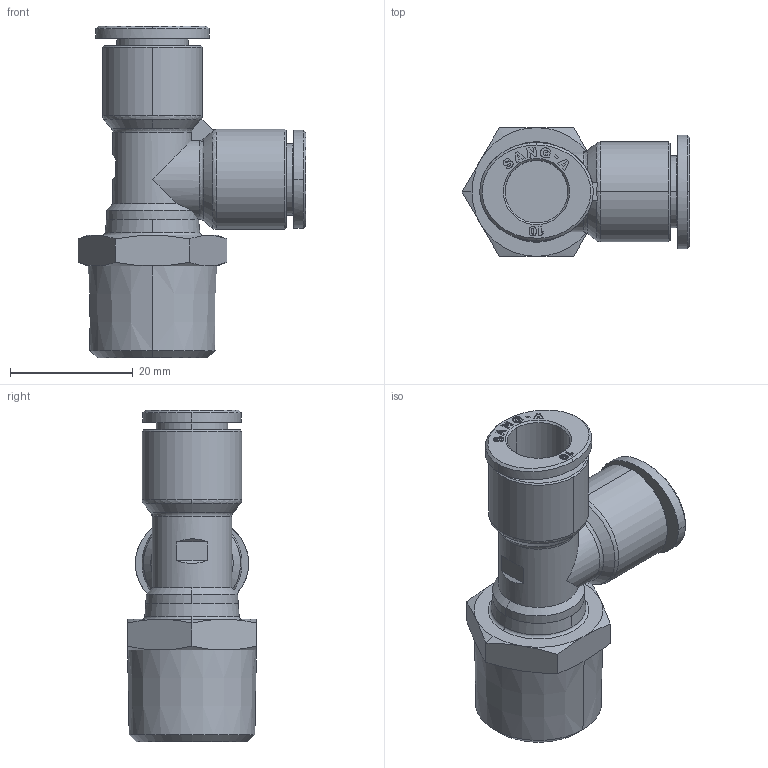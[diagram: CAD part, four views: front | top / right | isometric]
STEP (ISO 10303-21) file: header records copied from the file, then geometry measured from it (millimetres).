
FILE_DESCRIPTION (( 'STEP AP214' ), '1' );
FILE_NAME ('PST10-04.stp', '2015-10-15T10:06:17', ( '' ), ( '' ), 'SwSTEP 2.0', 'SolidWorks 2015', '' );
FILE_SCHEMA (( 'AUTOMOTIVE_DESIGN' ));
Length unit declared in the file: millimetre
Products named in the file (2): ｦ+ﾃｦ1; PST10-04
Assembly tree (1 placements, depth 2):
  PST10-04
    ｦ+ﾃｦ1
Bounding box: 37.12 x 21 x 54.1 mm (x, y, z)
Volume: 11155.6 mm3; surface area: 7012 mm2
Topology: 1 solids, 1 shells, 870 faces, 2480 edges, 1641 vertices
Faces by surface type: plane 778, cone 43, bspline 22, cylinder 22, torus 5
Entity records: 30145 total; most frequent: CARTESIAN_POINT 6793, ORIENTED_EDGE 4956, DIRECTION 4193, EDGE_CURVE 2478, VECTOR 2271, LINE 2271, VERTEX_POINT 1641, AXIS2_PLACEMENT_3D 961
